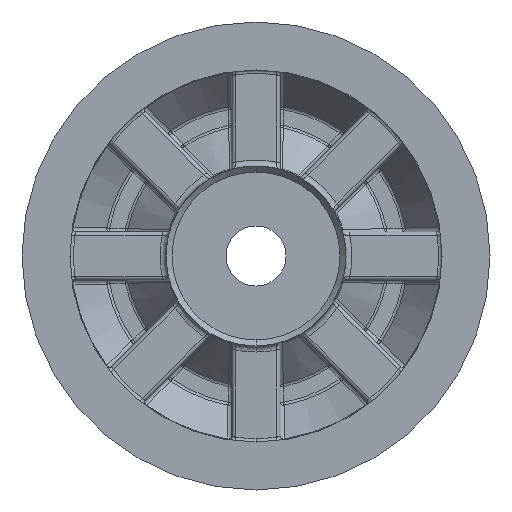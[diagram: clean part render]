
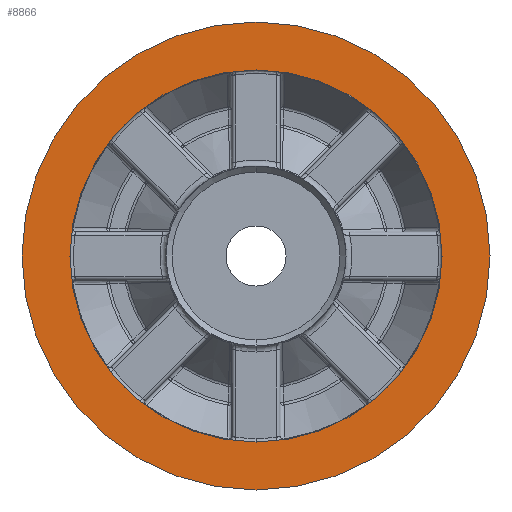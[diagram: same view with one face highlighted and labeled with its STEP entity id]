
A CAD part, front view. The second image highlights one B-rep face of the part: STEP entity #8866.
In plain terms, the highlighted planar face has unit normal (0, -1, 0).
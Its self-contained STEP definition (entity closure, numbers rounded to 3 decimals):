
#18 = CIRCLE ( 'NONE', #10180, 19.5 ) ;
#297 = ORIENTED_EDGE ( 'NONE', *, *, #2695, .F. ) ;
#341 = AXIS2_PLACEMENT_3D ( 'NONE', #1199, #2193, #941 ) ;
#941 = DIRECTION ( 'NONE',  ( 0., 0., -1. ) ) ;
#1085 = PLANE ( 'NONE',  #341 ) ;
#1199 = CARTESIAN_POINT ( 'NONE',  ( -15.5, 0., 0. ) ) ;
#1315 = EDGE_CURVE ( 'NONE', #6723, #6982, #1822, .T. ) ;
#1685 = DIRECTION ( 'NONE',  ( 0., 0., 1. ) ) ;
#1726 = DIRECTION ( 'NONE',  ( 0., 1., 0. ) ) ;
#1822 = CIRCLE ( 'NONE', #3108, 15.5 ) ;
#1906 = CARTESIAN_POINT ( 'NONE',  ( 0., 0., 19.5 ) ) ;
#1924 = CARTESIAN_POINT ( 'NONE',  ( 0., 0., 0. ) ) ;
#2101 = FACE_BOUND ( 'NONE', #6461, .T. ) ;
#2193 = DIRECTION ( 'NONE',  ( 0., -1., 0. ) ) ;
#2695 = EDGE_CURVE ( 'NONE', #7278, #5856, #10642, .T. ) ;
#3108 = AXIS2_PLACEMENT_3D ( 'NONE', #4197, #10613, #4862 ) ;
#3776 = CARTESIAN_POINT ( 'NONE',  ( 0., 0., -15.5 ) ) ;
#4197 = CARTESIAN_POINT ( 'NONE',  ( 0., 0., 0. ) ) ;
#4569 = CIRCLE ( 'NONE', #7114, 15.5 ) ;
#4602 = ORIENTED_EDGE ( 'NONE', *, *, #6114, .F. ) ;
#4862 = DIRECTION ( 'NONE',  ( 0., 0., 1. ) ) ;
#5362 = EDGE_CURVE ( 'NONE', #6982, #6723, #4569, .T. ) ;
#5856 = VERTEX_POINT ( 'NONE', #1906 ) ;
#6002 = DIRECTION ( 'NONE',  ( 0., 0., 1. ) ) ;
#6044 = DIRECTION ( 'NONE',  ( 0., 1., 0. ) ) ;
#6070 = CARTESIAN_POINT ( 'NONE',  ( 0., 0., 0. ) ) ;
#6071 = EDGE_LOOP ( 'NONE', ( #297, #4602 ) ) ;
#6114 = EDGE_CURVE ( 'NONE', #5856, #7278, #18, .T. ) ;
#6423 = ORIENTED_EDGE ( 'NONE', *, *, #5362, .T. ) ;
#6461 = EDGE_LOOP ( 'NONE', ( #6423, #11762 ) ) ;
#6723 = VERTEX_POINT ( 'NONE', #3776 ) ;
#6982 = VERTEX_POINT ( 'NONE', #10773 ) ;
#7114 = AXIS2_PLACEMENT_3D ( 'NONE', #9499, #9491, #9462 ) ;
#7278 = VERTEX_POINT ( 'NONE', #9799 ) ;
#7338 = FACE_OUTER_BOUND ( 'NONE', #6071, .T. ) ;
#8866 = ADVANCED_FACE ( 'NONE', ( #2101, #7338 ), #1085, .T. ) ;
#9254 = AXIS2_PLACEMENT_3D ( 'NONE', #6070, #6044, #6002 ) ;
#9462 = DIRECTION ( 'NONE',  ( 0., 0., 1. ) ) ;
#9491 = DIRECTION ( 'NONE',  ( 0., 1., 0. ) ) ;
#9499 = CARTESIAN_POINT ( 'NONE',  ( 0., 0., 0. ) ) ;
#9799 = CARTESIAN_POINT ( 'NONE',  ( 0., 0., -19.5 ) ) ;
#10180 = AXIS2_PLACEMENT_3D ( 'NONE', #1924, #1726, #1685 ) ;
#10613 = DIRECTION ( 'NONE',  ( 0., 1., 0. ) ) ;
#10642 = CIRCLE ( 'NONE', #9254, 19.5 ) ;
#10773 = CARTESIAN_POINT ( 'NONE',  ( 0., 0., 15.5 ) ) ;
#11762 = ORIENTED_EDGE ( 'NONE', *, *, #1315, .T. ) ;
